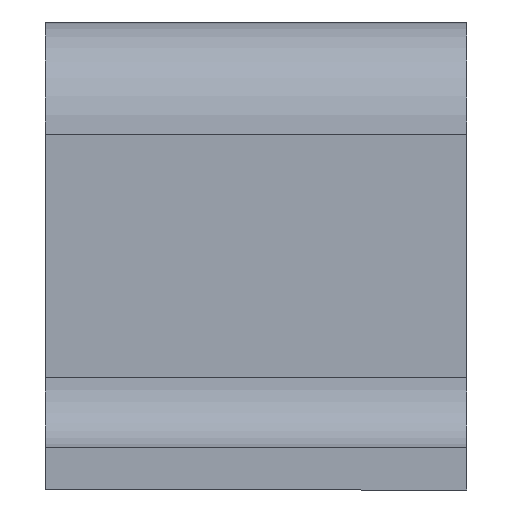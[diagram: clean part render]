
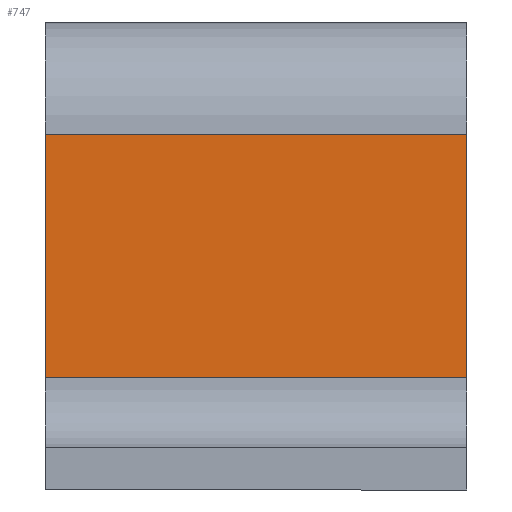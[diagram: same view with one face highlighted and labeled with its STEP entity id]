
A CAD part, front view. The second image highlights one B-rep face of the part: STEP entity #747.
In plain terms, the highlighted planar face has unit normal (0, -1, 0).
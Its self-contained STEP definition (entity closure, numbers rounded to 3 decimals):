
#720=AXIS2_PLACEMENT_3D('Plane Axis2P3D',#717,#718,#719) ;
#442=CARTESIAN_POINT('Vertex',(18.,20.,4.8)) ;
#445=CARTESIAN_POINT('Line Origine',(9.,20.,4.8)) ;
#449=CARTESIAN_POINT('Vertex',(0.,20.,4.8)) ;
#717=CARTESIAN_POINT('Axis2P3D Location',(9.,20.,20.)) ;
#722=CARTESIAN_POINT('Line Origine',(0.,20.,10.)) ;
#726=CARTESIAN_POINT('Vertex',(0.,20.,15.2)) ;
#729=CARTESIAN_POINT('Line Origine',(18.,20.,10.)) ;
#733=CARTESIAN_POINT('Vertex',(18.,20.,15.2)) ;
#736=CARTESIAN_POINT('Line Origine',(9.,20.,15.2)) ;
#446=DIRECTION('Vector Direction',(1.,0.,0.)) ;
#718=DIRECTION('Axis2P3D Direction',(0.,-1.,0.)) ;
#719=DIRECTION('Axis2P3D XDirection',(0.,0.,-1.)) ;
#723=DIRECTION('Vector Direction',(0.,0.,-1.)) ;
#730=DIRECTION('Vector Direction',(0.,0.,-1.)) ;
#737=DIRECTION('Vector Direction',(1.,0.,0.)) ;
#447=VECTOR('Line Direction',#446,1.) ;
#724=VECTOR('Line Direction',#723,1.) ;
#731=VECTOR('Line Direction',#730,1.) ;
#738=VECTOR('Line Direction',#737,1.) ;
#742=ORIENTED_EDGE('',*,*,#728,.T.) ;
#743=ORIENTED_EDGE('',*,*,#451,.F.) ;
#744=ORIENTED_EDGE('',*,*,#735,.F.) ;
#745=ORIENTED_EDGE('',*,*,#740,.F.) ;
#747=ADVANCED_FACE('Body',(#746),#721,.T.) ;
#451=EDGE_CURVE('',#443,#450,#448,.F.) ;
#728=EDGE_CURVE('',#727,#450,#725,.T.) ;
#735=EDGE_CURVE('',#734,#443,#732,.T.) ;
#740=EDGE_CURVE('',#727,#734,#739,.T.) ;
#741=EDGE_LOOP('',(#742,#743,#744,#745)) ;
#746=FACE_OUTER_BOUND('',#741,.T.) ;
#448=LINE('Line',#445,#447) ;
#725=LINE('Line',#722,#724) ;
#732=LINE('Line',#729,#731) ;
#739=LINE('Line',#736,#738) ;
#721=PLANE('',#720) ;
#443=VERTEX_POINT('',#442) ;
#450=VERTEX_POINT('',#449) ;
#727=VERTEX_POINT('',#726) ;
#734=VERTEX_POINT('',#733) ;
